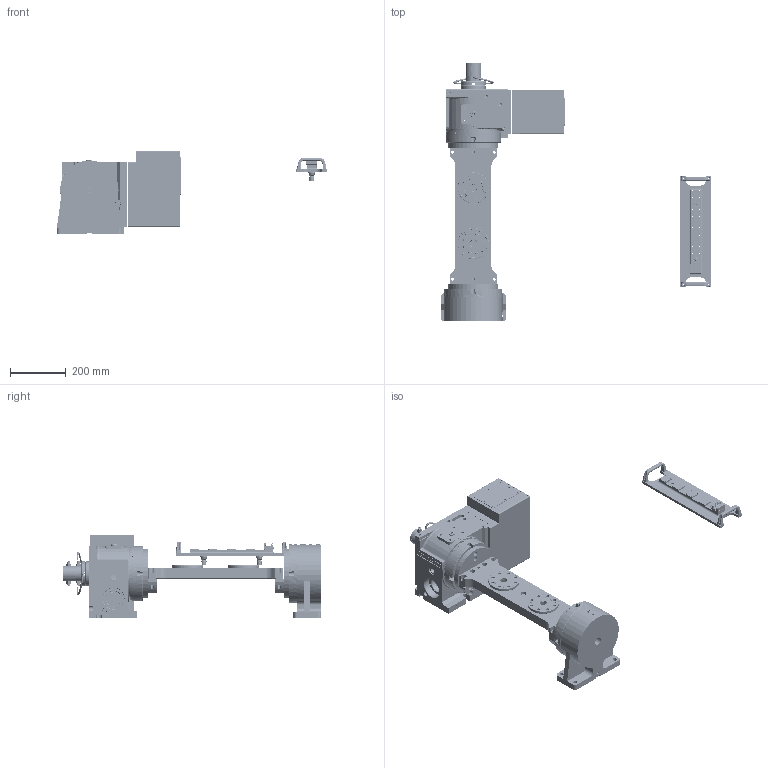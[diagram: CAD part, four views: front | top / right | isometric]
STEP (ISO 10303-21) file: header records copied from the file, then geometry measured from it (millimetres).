
FILE_DESCRIPTION(/* description */ (''),/* implementation_level */ '2;1');
FILE_NAME(/* name */ '',/* time_stamp */ '2022-06-22T11:25:29+08:00',/* author */ (''),/* organization */ (''),/* preprocessor_version */ 'ST-DEVELOPER v11',/* originating_system */ 'SIEMENS PLM Software NX 7.0',/* authorisation */ '');
FILE_SCHEMA (('CONFIG_CONTROL_DESIGN'));
Products named in the file (1): AdmiE97Blsg7
Bounding box: 973.5 x 929.3 x 302.8 mm (x, y, z)
Volume: 14962585.3 mm3; surface area: 2404610.7 mm2
Topology: 39 solids, 41 shells, 5487 faces, 14827 edges, 9691 vertices
Faces by surface type: plane 2711, cylinder 1761, cone 539, bspline 399, torus 49, revolution 22, extrusion 6
Full cylindrical faces by diameter (mm): 2 x6, 3 x4, 3.3 x4, 4 x20, 4.2 x97, 4.5 x28, 5 x66, 5.1 x16, 5.2 x6, 5.3 x5, 5.5 x57, 6 x40, 6.5 x20, 6.6 x16, 6.8 x19, 7 x21, 8 x25, 8.433 x7, 8.5 x13, 9 x43, 9.003 x1, 10 x48, 10.2 x2, 10.5 x8, 11 x110, 11.125 x2, 11.5 x4, 12 x6, 12.5 x3, 13 x10
Entity records: 245011 total; most frequent: CARTESIAN_POINT 119260, ORIENTED_EDGE 25696, DIRECTION 23648, EDGE_CURVE 12848, VERTEX_POINT 9133, AXIS2_PLACEMENT_3D 8965, EDGE_LOOP 7777, VECTOR 5696
